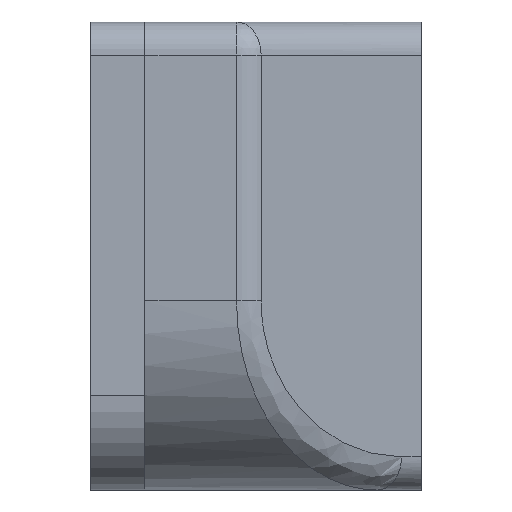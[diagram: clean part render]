
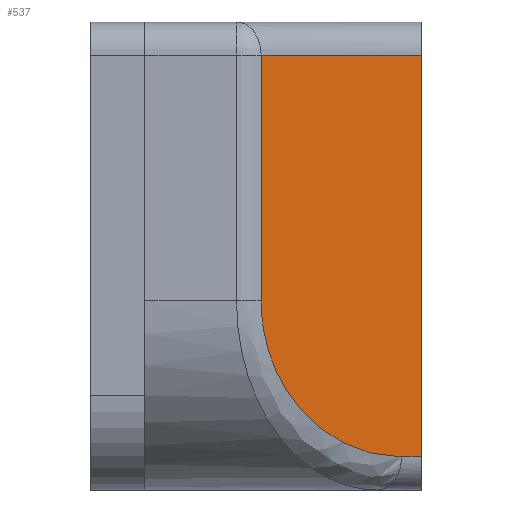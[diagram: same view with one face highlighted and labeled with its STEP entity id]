
A CAD part, left-side view. The second image highlights one B-rep face of the part: STEP entity #537.
In plain terms, the highlighted planar face has unit normal (-0.669, -0.743, 0).
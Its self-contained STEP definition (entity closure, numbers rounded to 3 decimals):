
#19=ELLIPSE('',#596,4.44,3.3);
#37=PLANE('',#611);
#65=FACE_OUTER_BOUND('',#97,.T.);
#97=EDGE_LOOP('',(#463,#464,#465,#466,#467));
#139=LINE('',#957,#184);
#140=LINE('',#961,#185);
#142=LINE('',#969,#187);
#146=LINE('',#981,#191);
#184=VECTOR('',#739,10.);
#185=VECTOR('',#744,10.);
#187=VECTOR('',#754,0.7);
#191=VECTOR('',#770,10.);
#257=VERTEX_POINT('',#920);
#258=VERTEX_POINT('',#948);
#259=VERTEX_POINT('',#950);
#261=VERTEX_POINT('',#959);
#263=VERTEX_POINT('',#967);
#323=EDGE_CURVE('',#258,#259,#19,.T.);
#327=EDGE_CURVE('',#259,#257,#139,.T.);
#329=EDGE_CURVE('',#257,#261,#140,.T.);
#333=EDGE_CURVE('',#263,#258,#142,.T.);
#339=EDGE_CURVE('',#261,#263,#146,.T.);
#463=ORIENTED_EDGE('',*,*,#333,.F.);
#464=ORIENTED_EDGE('',*,*,#339,.F.);
#465=ORIENTED_EDGE('',*,*,#329,.F.);
#466=ORIENTED_EDGE('',*,*,#327,.F.);
#467=ORIENTED_EDGE('',*,*,#323,.F.);
#537=ADVANCED_FACE('',(#65),#37,.F.);
#596=AXIS2_PLACEMENT_3D('',#951,#730,#731);
#611=AXIS2_PLACEMENT_3D('',#980,#768,#769);
#730=DIRECTION('center_axis',(0.669,0.743,0.));
#731=DIRECTION('ref_axis',(-0.743,0.669,0.));
#739=DIRECTION('',(0.,0.,1.));
#744=DIRECTION('',(0.743,-0.669,0.));
#754=DIRECTION('',(-0.743,0.669,0.));
#768=DIRECTION('center_axis',(0.669,0.743,0.));
#769=DIRECTION('ref_axis',(0.743,-0.669,0.));
#770=DIRECTION('',(0.,0.,-1.));
#920=CARTESIAN_POINT('',(-9.268,-2.459,4.25));
#948=CARTESIAN_POINT('',(-5.968,-5.429,-4.25));
#950=CARTESIAN_POINT('',(-9.268,-2.459,-0.95));
#951=CARTESIAN_POINT('Origin',(-5.968,-5.429,-0.95));
#957=CARTESIAN_POINT('',(-9.268,-2.459,2.475));
#959=CARTESIAN_POINT('',(-5.5,-5.85,4.25));
#961=CARTESIAN_POINT('',(-6.851,-4.634,4.25));
#967=CARTESIAN_POINT('',(-5.5,-5.85,-4.25));
#969=CARTESIAN_POINT('',(-4.202,-7.019,-4.25));
#980=CARTESIAN_POINT('Origin',(-9.5,-2.25,4.95));
#981=CARTESIAN_POINT('',(-5.5,-5.85,2.475));
